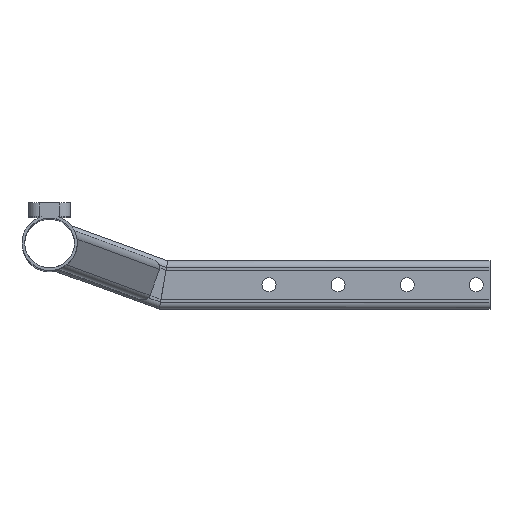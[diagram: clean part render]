
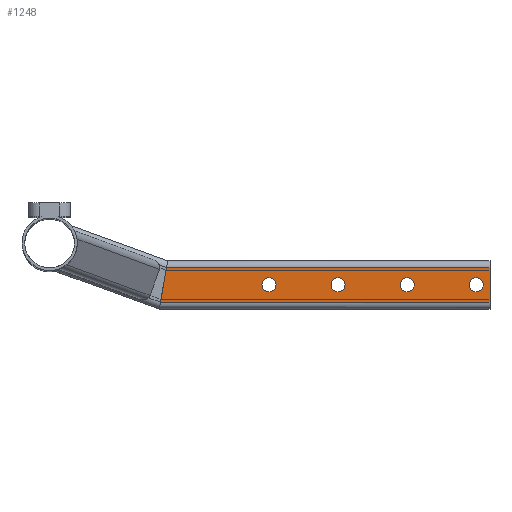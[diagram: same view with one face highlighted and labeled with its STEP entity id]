
A CAD part, top view. The second image highlights one B-rep face of the part: STEP entity #1248.
In plain terms, the highlighted planar face has unit normal (0, 0, 1).
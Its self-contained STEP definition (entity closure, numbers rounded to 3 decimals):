
#44 = FACE_OUTER_BOUND ( 'NONE', #4579, .T. ) ;
#50 = DIRECTION ( 'NONE',  ( 1., 0., 0. ) ) ;
#72 = DIRECTION ( 'NONE',  ( 1., 0., 0. ) ) ;
#75 = DIRECTION ( 'NONE',  ( 1., 0., 0. ) ) ;
#99 = FACE_BOUND ( 'NONE', #1835, .T. ) ;
#155 = CARTESIAN_POINT ( 'NONE',  ( 86.604, -6.297, 17.5 ) ) ;
#183 = CARTESIAN_POINT ( 'NONE',  ( 318.794, -17.5, 17.5 ) ) ;
#238 = LINE ( 'NONE', #155, #4205 ) ;
#281 = CARTESIAN_POINT ( 'NONE',  ( 258.794, -29.9, 17.5 ) ) ;
#330 = ORIENTED_EDGE ( 'NONE', *, *, #1509, .F. ) ;
#403 = CARTESIAN_POINT ( 'NONE',  ( 308.794, -24.8, 17.5 ) ) ;
#468 = CIRCLE ( 'NONE', #1187, 5.1 ) ;
#555 = EDGE_CURVE ( 'NONE', #1592, #1941, #1625, .T. ) ;
#561 = DIRECTION ( 'NONE',  ( 1., 0., 0. ) ) ;
#571 = ORIENTED_EDGE ( 'NONE', *, *, #1333, .F. ) ;
#600 = DIRECTION ( 'NONE',  ( 0., -1., 0. ) ) ;
#656 = EDGE_CURVE ( 'NONE', #1535, #2894, #3889, .T. ) ;
#666 = ORIENTED_EDGE ( 'NONE', *, *, #555, .F. ) ;
#722 = DIRECTION ( 'NONE',  ( 1., 0., 0. ) ) ;
#791 = CARTESIAN_POINT ( 'NONE',  ( 208.794, -29.9, 17.5 ) ) ;
#834 = ORIENTED_EDGE ( 'NONE', *, *, #2375, .F. ) ;
#1006 = VERTEX_POINT ( 'NONE', #3381 ) ;
#1098 = ORIENTED_EDGE ( 'NONE', *, *, #2809, .F. ) ;
#1163 = DIRECTION ( 'NONE',  ( 0., 0., 1. ) ) ;
#1187 = AXIS2_PLACEMENT_3D ( 'NONE', #2782, #1828, #3167 ) ;
#1223 = CARTESIAN_POINT ( 'NONE',  ( 80.22, -42.5, 17.5 ) ) ;
#1232 = CIRCLE ( 'NONE', #3374, 5.1 ) ;
#1247 = CARTESIAN_POINT ( 'NONE',  ( 158.794, -24.8, 17.5 ) ) ;
#1248 = ADVANCED_FACE ( 'NONE', ( #4281, #2178, #99, #3867, #44 ), #1751, .T. ) ;
#1308 = DIRECTION ( 'NONE',  ( 0., 0., 1. ) ) ;
#1324 = AXIS2_PLACEMENT_3D ( 'NONE', #4183, #1308, #3022 ) ;
#1326 = CARTESIAN_POINT ( 'NONE',  ( 308.794, -29.9, 17.5 ) ) ;
#1330 = DIRECTION ( 'NONE',  ( 0., 0., 1. ) ) ;
#1333 = EDGE_CURVE ( 'NONE', #3082, #4308, #238, .T. ) ;
#1504 = CIRCLE ( 'NONE', #5420, 5.1 ) ;
#1509 = EDGE_CURVE ( 'NONE', #1006, #4737, #3240, .T. ) ;
#1535 = VERTEX_POINT ( 'NONE', #2480 ) ;
#1592 = VERTEX_POINT ( 'NONE', #2561 ) ;
#1604 = EDGE_CURVE ( 'NONE', #3082, #2894, #2120, .T. ) ;
#1625 = CIRCLE ( 'NONE', #2958, 5.1 ) ;
#1693 = DIRECTION ( 'NONE',  ( 1., 0., 0. ) ) ;
#1751 = PLANE ( 'NONE',  #2712 ) ;
#1794 = VERTEX_POINT ( 'NONE', #4900 ) ;
#1828 = DIRECTION ( 'NONE',  ( 0., 0., 1. ) ) ;
#1835 = EDGE_LOOP ( 'NONE', ( #330, #4458 ) ) ;
#1845 = CARTESIAN_POINT ( 'NONE',  ( 84.628, -17.5, 17.5 ) ) ;
#1879 = CARTESIAN_POINT ( 'NONE',  ( 78.93, -17.5, 17.5 ) ) ;
#1941 = VERTEX_POINT ( 'NONE', #403 ) ;
#1964 = CIRCLE ( 'NONE', #1324, 5.1 ) ;
#2093 = VECTOR ( 'NONE', #1693, 1000. ) ;
#2097 = DIRECTION ( 'NONE',  ( 1., 0., 0. ) ) ;
#2120 = LINE ( 'NONE', #5173, #2093 ) ;
#2172 = ORIENTED_EDGE ( 'NONE', *, *, #1604, .T. ) ;
#2174 = AXIS2_PLACEMENT_3D ( 'NONE', #791, #3256, #2097 ) ;
#2178 = FACE_BOUND ( 'NONE', #3853, .T. ) ;
#2186 = CARTESIAN_POINT ( 'NONE',  ( 158.794, -29.9, 17.5 ) ) ;
#2247 = CARTESIAN_POINT ( 'NONE',  ( 258.794, -24.8, 17.5 ) ) ;
#2375 = EDGE_CURVE ( 'NONE', #1794, #4814, #468, .T. ) ;
#2383 = VERTEX_POINT ( 'NONE', #2247 ) ;
#2480 = CARTESIAN_POINT ( 'NONE',  ( 318.794, -17.5, 17.5 ) ) ;
#2521 = DIRECTION ( 'NONE',  ( 0., 0., 1. ) ) ;
#2561 = CARTESIAN_POINT ( 'NONE',  ( 308.794, -35., 17.5 ) ) ;
#2604 = DIRECTION ( 'NONE',  ( 0., 0., 1. ) ) ;
#2632 = EDGE_CURVE ( 'NONE', #4814, #1794, #1232, .T. ) ;
#2712 = AXIS2_PLACEMENT_3D ( 'NONE', #5154, #1330, #72 ) ;
#2782 = CARTESIAN_POINT ( 'NONE',  ( 158.794, -29.9, 17.5 ) ) ;
#2809 = EDGE_CURVE ( 'NONE', #1941, #1592, #3994, .T. ) ;
#2894 = VERTEX_POINT ( 'NONE', #3706 ) ;
#2951 = ORIENTED_EDGE ( 'NONE', *, *, #656, .F. ) ;
#2958 = AXIS2_PLACEMENT_3D ( 'NONE', #1326, #1163, #4727 ) ;
#3000 = CARTESIAN_POINT ( 'NONE',  ( 258.794, -35., 17.5 ) ) ;
#3022 = DIRECTION ( 'NONE',  ( 1., 0., 0. ) ) ;
#3082 = VERTEX_POINT ( 'NONE', #1223 ) ;
#3102 = LINE ( 'NONE', #1879, #4075 ) ;
#3148 = EDGE_CURVE ( 'NONE', #4737, #1006, #5501, .T. ) ;
#3163 = CARTESIAN_POINT ( 'NONE',  ( 308.794, -29.9, 17.5 ) ) ;
#3167 = DIRECTION ( 'NONE',  ( 1., 0., 0. ) ) ;
#3240 = CIRCLE ( 'NONE', #2174, 5.1 ) ;
#3256 = DIRECTION ( 'NONE',  ( 0., 0., 1. ) ) ;
#3268 = DIRECTION ( 'NONE',  ( 0., 0., 1. ) ) ;
#3362 = AXIS2_PLACEMENT_3D ( 'NONE', #3817, #4285, #75 ) ;
#3374 = AXIS2_PLACEMENT_3D ( 'NONE', #2186, #2521, #50 ) ;
#3381 = CARTESIAN_POINT ( 'NONE',  ( 208.794, -24.8, 17.5 ) ) ;
#3444 = ORIENTED_EDGE ( 'NONE', *, *, #4091, .F. ) ;
#3515 = DIRECTION ( 'NONE',  ( 1., 0., 0. ) ) ;
#3706 = CARTESIAN_POINT ( 'NONE',  ( 318.794, -42.5, 17.5 ) ) ;
#3708 = EDGE_LOOP ( 'NONE', ( #4541, #834 ) ) ;
#3729 = AXIS2_PLACEMENT_3D ( 'NONE', #3163, #2604, #561 ) ;
#3766 = VERTEX_POINT ( 'NONE', #3000 ) ;
#3817 = CARTESIAN_POINT ( 'NONE',  ( 208.794, -29.9, 17.5 ) ) ;
#3853 = EDGE_LOOP ( 'NONE', ( #1098, #666 ) ) ;
#3867 = FACE_BOUND ( 'NONE', #4484, .T. ) ;
#3889 = LINE ( 'NONE', #183, #4108 ) ;
#3994 = CIRCLE ( 'NONE', #3729, 5.1 ) ;
#4075 = VECTOR ( 'NONE', #3515, 1000. ) ;
#4091 = EDGE_CURVE ( 'NONE', #2383, #3766, #1504, .T. ) ;
#4108 = VECTOR ( 'NONE', #600, 1000. ) ;
#4145 = CARTESIAN_POINT ( 'NONE',  ( 208.794, -35., 17.5 ) ) ;
#4155 = EDGE_CURVE ( 'NONE', #4308, #1535, #3102, .T. ) ;
#4183 = CARTESIAN_POINT ( 'NONE',  ( 258.794, -29.9, 17.5 ) ) ;
#4205 = VECTOR ( 'NONE', #4423, 1000. ) ;
#4281 = FACE_BOUND ( 'NONE', #3708, .T. ) ;
#4285 = DIRECTION ( 'NONE',  ( 0., 0., 1. ) ) ;
#4308 = VERTEX_POINT ( 'NONE', #1845 ) ;
#4365 = EDGE_CURVE ( 'NONE', #3766, #2383, #1964, .T. ) ;
#4423 = DIRECTION ( 'NONE',  ( 0.174, 0.985, 0. ) ) ;
#4458 = ORIENTED_EDGE ( 'NONE', *, *, #3148, .F. ) ;
#4484 = EDGE_LOOP ( 'NONE', ( #3444, #5030 ) ) ;
#4541 = ORIENTED_EDGE ( 'NONE', *, *, #2632, .F. ) ;
#4550 = ORIENTED_EDGE ( 'NONE', *, *, #4155, .F. ) ;
#4579 = EDGE_LOOP ( 'NONE', ( #571, #2172, #2951, #4550 ) ) ;
#4727 = DIRECTION ( 'NONE',  ( 1., 0., 0. ) ) ;
#4737 = VERTEX_POINT ( 'NONE', #4145 ) ;
#4814 = VERTEX_POINT ( 'NONE', #1247 ) ;
#4900 = CARTESIAN_POINT ( 'NONE',  ( 158.794, -35., 17.5 ) ) ;
#5030 = ORIENTED_EDGE ( 'NONE', *, *, #4365, .F. ) ;
#5154 = CARTESIAN_POINT ( 'NONE',  ( 78.93, -17.5, 17.5 ) ) ;
#5173 = CARTESIAN_POINT ( 'NONE',  ( 78.93, -42.5, 17.5 ) ) ;
#5420 = AXIS2_PLACEMENT_3D ( 'NONE', #281, #3268, #722 ) ;
#5501 = CIRCLE ( 'NONE', #3362, 5.1 ) ;
